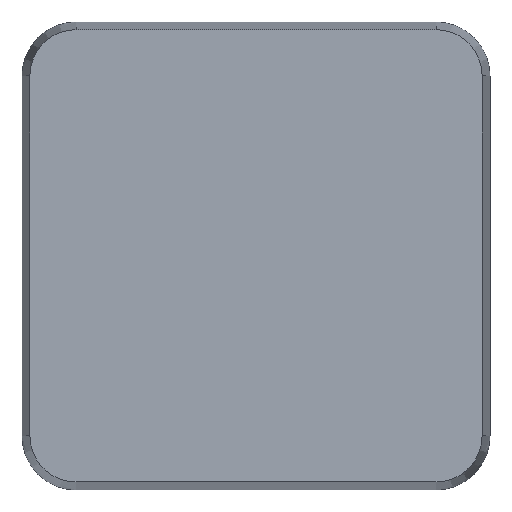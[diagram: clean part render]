
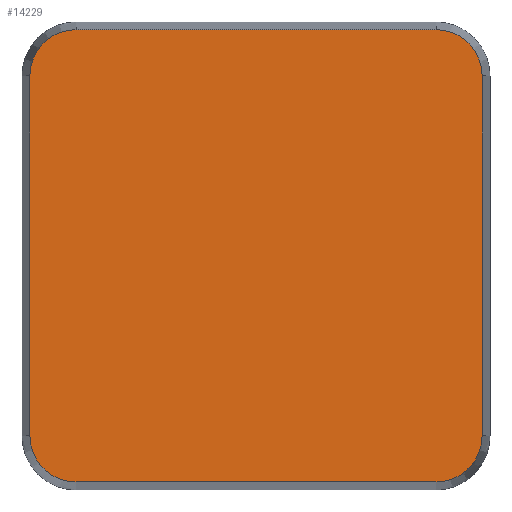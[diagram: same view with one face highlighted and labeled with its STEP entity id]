
A CAD part, top view. The second image highlights one B-rep face of the part: STEP entity #14229.
In plain terms, the highlighted planar face has unit normal (0, 0, 1).
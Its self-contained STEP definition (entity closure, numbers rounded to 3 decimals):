
#440 = EDGE_CURVE ( 'NONE', #14276, #4703, #16461, .T. ) ;
#784 = ORIENTED_EDGE ( 'NONE', *, *, #440, .T. ) ;
#882 = DIRECTION ( 'NONE',  ( 0., 0., 1. ) ) ;
#1533 = PLANE ( 'NONE',  #11235 ) ;
#1559 = VECTOR ( 'NONE', #13949, 1000. ) ;
#2382 = EDGE_CURVE ( 'NONE', #19374, #9008, #12783, .T. ) ;
#2605 = DIRECTION ( 'NONE',  ( -1., 0., 0. ) ) ;
#2759 = CARTESIAN_POINT ( 'NONE',  ( 102.25, 12., 26. ) ) ;
#3132 = EDGE_CURVE ( 'NONE', #6455, #19374, #13921, .T. ) ;
#3354 = DIRECTION ( 'NONE',  ( 0., 1., 0. ) ) ;
#3905 = ORIENTED_EDGE ( 'NONE', *, *, #3132, .T. ) ;
#4010 = VERTEX_POINT ( 'NONE', #19884 ) ;
#4126 = EDGE_CURVE ( 'NONE', #4010, #6455, #18418, .T. ) ;
#4217 = ORIENTED_EDGE ( 'NONE', *, *, #4126, .T. ) ;
#4335 = CIRCLE ( 'NONE', #17241, 10.25 ) ;
#4703 = VERTEX_POINT ( 'NONE', #13341 ) ;
#4704 = AXIS2_PLACEMENT_3D ( 'NONE', #16949, #20749, #11807 ) ;
#5544 = CARTESIAN_POINT ( 'NONE',  ( 0., 1.75, 26. ) ) ;
#5754 = EDGE_CURVE ( 'NONE', #17274, #14276, #6600, .T. ) ;
#6128 = VECTOR ( 'NONE', #16803, 1000. ) ;
#6260 = DIRECTION ( 'NONE',  ( 0., 0., 1. ) ) ;
#6455 = VERTEX_POINT ( 'NONE', #8981 ) ;
#6482 = CARTESIAN_POINT ( 'NONE',  ( 0., 102.25, 26. ) ) ;
#6600 = LINE ( 'NONE', #6482, #15172 ) ;
#7417 = EDGE_CURVE ( 'NONE', #9008, #17274, #21143, .T. ) ;
#7637 = CARTESIAN_POINT ( 'NONE',  ( 92., 102.25, 26. ) ) ;
#7997 = EDGE_CURVE ( 'NONE', #17965, #4010, #4335, .T. ) ;
#8080 = CARTESIAN_POINT ( 'NONE',  ( 1.75, 0., 26. ) ) ;
#8455 = CARTESIAN_POINT ( 'NONE',  ( 12., 12., 26. ) ) ;
#8981 = CARTESIAN_POINT ( 'NONE',  ( 92., 1.75, 26. ) ) ;
#9008 = VERTEX_POINT ( 'NONE', #20240 ) ;
#9019 = CARTESIAN_POINT ( 'NONE',  ( 0., 0., 26. ) ) ;
#10190 = AXIS2_PLACEMENT_3D ( 'NONE', #16072, #882, #12031 ) ;
#10614 = FACE_OUTER_BOUND ( 'NONE', #19497, .T. ) ;
#11197 = ORIENTED_EDGE ( 'NONE', *, *, #5754, .T. ) ;
#11235 = AXIS2_PLACEMENT_3D ( 'NONE', #9019, #12326, #14534 ) ;
#11807 = DIRECTION ( 'NONE',  ( -1., 0., 0. ) ) ;
#12031 = DIRECTION ( 'NONE',  ( -1., 0., 0. ) ) ;
#12094 = CARTESIAN_POINT ( 'NONE',  ( 1.75, 12., 26. ) ) ;
#12326 = DIRECTION ( 'NONE',  ( 0., 0., -1. ) ) ;
#12783 = LINE ( 'NONE', #20513, #17035 ) ;
#13129 = ORIENTED_EDGE ( 'NONE', *, *, #7997, .T. ) ;
#13341 = CARTESIAN_POINT ( 'NONE',  ( 1.75, 92., 26. ) ) ;
#13523 = ORIENTED_EDGE ( 'NONE', *, *, #13551, .T. ) ;
#13551 = EDGE_CURVE ( 'NONE', #4703, #17965, #19355, .T. ) ;
#13590 = ORIENTED_EDGE ( 'NONE', *, *, #2382, .T. ) ;
#13876 = DIRECTION ( 'NONE',  ( 0., 0., 1. ) ) ;
#13921 = CIRCLE ( 'NONE', #17050, 10.25 ) ;
#13949 = DIRECTION ( 'NONE',  ( 0., -1., 0. ) ) ;
#14229 = ADVANCED_FACE ( 'NONE', ( #10614 ), #1533, .F. ) ;
#14276 = VERTEX_POINT ( 'NONE', #19695 ) ;
#14534 = DIRECTION ( 'NONE',  ( -1., 0., 0. ) ) ;
#15172 = VECTOR ( 'NONE', #18127, 1000. ) ;
#16072 = CARTESIAN_POINT ( 'NONE',  ( 12., 92., 26. ) ) ;
#16461 = CIRCLE ( 'NONE', #10190, 10.25 ) ;
#16803 = DIRECTION ( 'NONE',  ( 1., 0., 0. ) ) ;
#16949 = CARTESIAN_POINT ( 'NONE',  ( 92., 92., 26. ) ) ;
#17035 = VECTOR ( 'NONE', #3354, 1000. ) ;
#17050 = AXIS2_PLACEMENT_3D ( 'NONE', #23205, #13876, #2605 ) ;
#17241 = AXIS2_PLACEMENT_3D ( 'NONE', #8455, #6260, #23044 ) ;
#17274 = VERTEX_POINT ( 'NONE', #7637 ) ;
#17965 = VERTEX_POINT ( 'NONE', #12094 ) ;
#18127 = DIRECTION ( 'NONE',  ( -1., 0., 0. ) ) ;
#18418 = LINE ( 'NONE', #5544, #6128 ) ;
#19355 = LINE ( 'NONE', #8080, #1559 ) ;
#19374 = VERTEX_POINT ( 'NONE', #2759 ) ;
#19497 = EDGE_LOOP ( 'NONE', ( #13523, #13129, #4217, #3905, #13590, #22883, #11197, #784 ) ) ;
#19695 = CARTESIAN_POINT ( 'NONE',  ( 12., 102.25, 26. ) ) ;
#19884 = CARTESIAN_POINT ( 'NONE',  ( 12., 1.75, 26. ) ) ;
#20240 = CARTESIAN_POINT ( 'NONE',  ( 102.25, 92., 26. ) ) ;
#20513 = CARTESIAN_POINT ( 'NONE',  ( 102.25, 0., 26. ) ) ;
#20749 = DIRECTION ( 'NONE',  ( 0., 0., 1. ) ) ;
#21143 = CIRCLE ( 'NONE', #4704, 10.25 ) ;
#22883 = ORIENTED_EDGE ( 'NONE', *, *, #7417, .T. ) ;
#23044 = DIRECTION ( 'NONE',  ( -1., 0., 0. ) ) ;
#23205 = CARTESIAN_POINT ( 'NONE',  ( 92., 12., 26. ) ) ;
